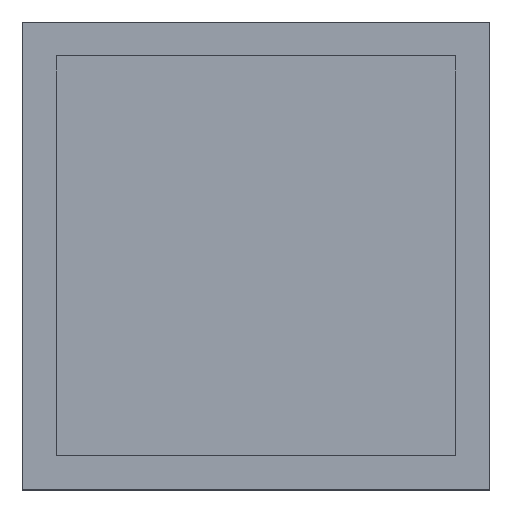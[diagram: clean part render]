
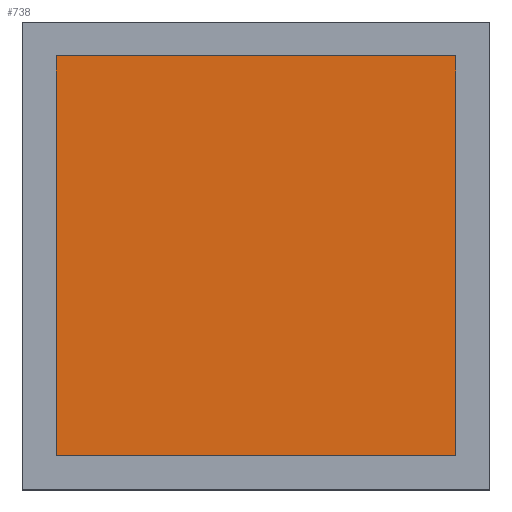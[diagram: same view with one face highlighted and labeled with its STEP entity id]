
A CAD part, top view. The second image highlights one B-rep face of the part: STEP entity #738.
In plain terms, the highlighted free-form (B-spline) face has degree [1, 1] with [2, 2] control points.
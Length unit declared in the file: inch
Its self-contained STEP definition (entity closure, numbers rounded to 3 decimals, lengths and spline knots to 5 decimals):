
#9 = B_SPLINE_CURVE_WITH_KNOTS ( 'NONE', 1,
 ( #67, #204 ),
 .UNSPECIFIED., .F., .F.,
 ( 2, 2 ),
 ( 0., 1. ),
 .UNSPECIFIED. ) ;
#13 = VERTEX_POINT ( 'NONE', #548 ) ;
#27 = ORIENTED_EDGE ( 'NONE', *, *, #1558, .T. ) ;
#46 = VERTEX_POINT ( 'NONE', #800 ) ;
#62 = B_SPLINE_CURVE_WITH_KNOTS ( 'NONE', 1,
 ( #1060, #426 ),
 .UNSPECIFIED., .F., .F.,
 ( 2, 2 ),
 ( 0., 1. ),
 .UNSPECIFIED. ) ;
#67 = CARTESIAN_POINT ( 'NONE',  ( 0.06142, -0.06142, 0.00197 ) ) ;
#128 = CARTESIAN_POINT ( 'NONE',  ( -0.06142, 0.06142, 0.00197 ) ) ;
#145 = CARTESIAN_POINT ( 'NONE',  ( 0.06142, 0.06142, 0.00197 ) ) ;
#204 = CARTESIAN_POINT ( 'NONE',  ( 0.06142, 0.06142, 0.00197 ) ) ;
#264 = B_SPLINE_CURVE_WITH_KNOTS ( 'NONE', 1,
 ( #355, #1614 ),
 .UNSPECIFIED., .F., .F.,
 ( 2, 2 ),
 ( 0., 1. ),
 .UNSPECIFIED. ) ;
#341 = B_SPLINE_SURFACE_WITH_KNOTS ( 'NONE', 1, 1, ( 
 ( #772, #1044 ),
 ( #514, #1165 ) ),
 .UNSPECIFIED., .F., .F., .F.,
 ( 2, 2 ),
 ( 2, 2 ),
 ( 0., 1. ),
 ( 0., 1. ),
 .UNSPECIFIED. ) ;
#355 = CARTESIAN_POINT ( 'NONE',  ( -0.06142, 0.06142, 0.00197 ) ) ;
#400 = EDGE_CURVE ( 'NONE', #13, #999, #9, .T. ) ;
#426 = CARTESIAN_POINT ( 'NONE',  ( 0.06142, -0.06142, 0.00197 ) ) ;
#489 = VERTEX_POINT ( 'NONE', #128 ) ;
#514 = CARTESIAN_POINT ( 'NONE',  ( 0.06142, -0.06142, 0.00197 ) ) ;
#548 = CARTESIAN_POINT ( 'NONE',  ( 0.06142, -0.06142, 0.00197 ) ) ;
#565 = CARTESIAN_POINT ( 'NONE',  ( 0.06142, 0.06142, 0.00197 ) ) ;
#661 = EDGE_CURVE ( 'NONE', #999, #489, #1559, .T. ) ;
#738 = ADVANCED_FACE ( 'NONE', ( #1612 ), #341, .T. ) ;
#772 = CARTESIAN_POINT ( 'NONE',  ( -0.06142, -0.06142, 0.00197 ) ) ;
#784 = CARTESIAN_POINT ( 'NONE',  ( -0.06142, 0.06142, 0.00197 ) ) ;
#800 = CARTESIAN_POINT ( 'NONE',  ( -0.06142, -0.06142, 0.00197 ) ) ;
#832 = ORIENTED_EDGE ( 'NONE', *, *, #400, .T. ) ;
#974 = EDGE_LOOP ( 'NONE', ( #832, #1041, #27, #1069 ) ) ;
#999 = VERTEX_POINT ( 'NONE', #565 ) ;
#1030 = EDGE_CURVE ( 'NONE', #46, #13, #62, .T. ) ;
#1041 = ORIENTED_EDGE ( 'NONE', *, *, #661, .T. ) ;
#1044 = CARTESIAN_POINT ( 'NONE',  ( -0.06142, 0.06142, 0.00197 ) ) ;
#1060 = CARTESIAN_POINT ( 'NONE',  ( -0.06142, -0.06142, 0.00197 ) ) ;
#1069 = ORIENTED_EDGE ( 'NONE', *, *, #1030, .T. ) ;
#1165 = CARTESIAN_POINT ( 'NONE',  ( 0.06142, 0.06142, 0.00197 ) ) ;
#1558 = EDGE_CURVE ( 'NONE', #489, #46, #264, .T. ) ;
#1559 = B_SPLINE_CURVE_WITH_KNOTS ( 'NONE', 1,
 ( #145, #784 ),
 .UNSPECIFIED., .F., .F.,
 ( 2, 2 ),
 ( 0., 1. ),
 .UNSPECIFIED. ) ;
#1612 = FACE_OUTER_BOUND ( 'NONE', #974, .T. ) ;
#1614 = CARTESIAN_POINT ( 'NONE',  ( -0.06142, -0.06142, 0.00197 ) ) ;
